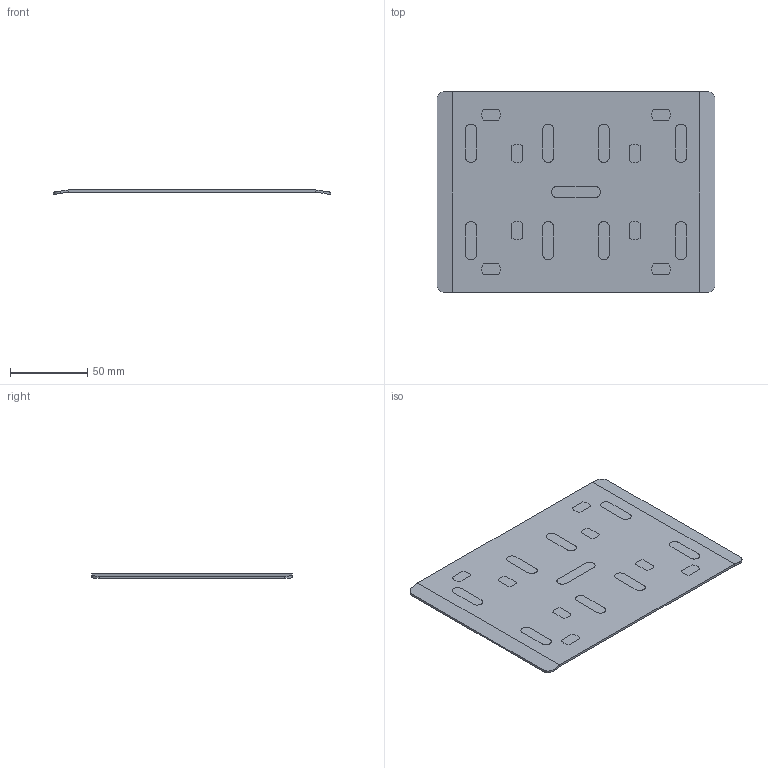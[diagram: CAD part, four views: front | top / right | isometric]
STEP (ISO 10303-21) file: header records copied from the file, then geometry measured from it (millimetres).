
FILE_DESCRIPTION(/* description */ (''),/* implementation_level */ '2;1');
FILE_NAME(/* name */ '481179.stp',/* time_stamp */ '2023-12-19T13:45:15+01:00',/* author */ ('bonnaudn'),/* organization */ (''),/* preprocessor_version */ 'ST-DEVELOPER v19.2',/* originating_system */ 'AutoCAD Mechanical',/* authorisation */ '');
FILE_SCHEMA (('AUTOMOTIVE_DESIGN { 1 0 10303 214 3 1 1 }'));
Length unit declared in the file: millimetre
Products named in the file (1): Product
Bounding box: 180 x 130 x 3.2 mm (x, y, z)
Volume: 35068.3 mm3; surface area: 51996.9 mm2
Topology: 1 solids, 35 shells, 52 faces, 184 edges, 168 vertices
Faces by surface type: plane 48, cylinder 4
Entity records: 2120 total; most frequent: CARTESIAN_POINT 405, DIRECTION 366, ORIENTED_EDGE 232, EDGE_CURVE 184, VERTEX_POINT 168, AXIS2_PLACEMENT_3D 129, LINE 108, VECTOR 108
